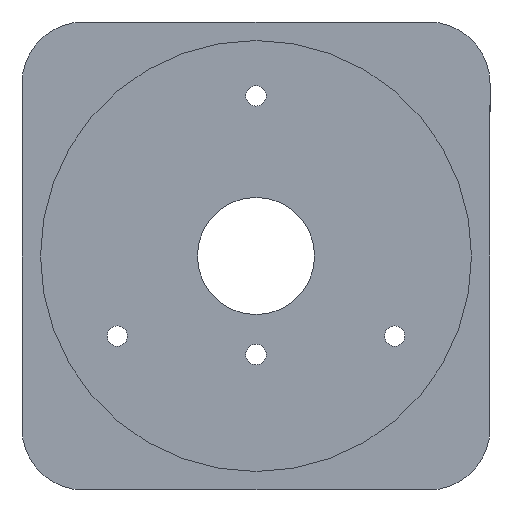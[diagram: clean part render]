
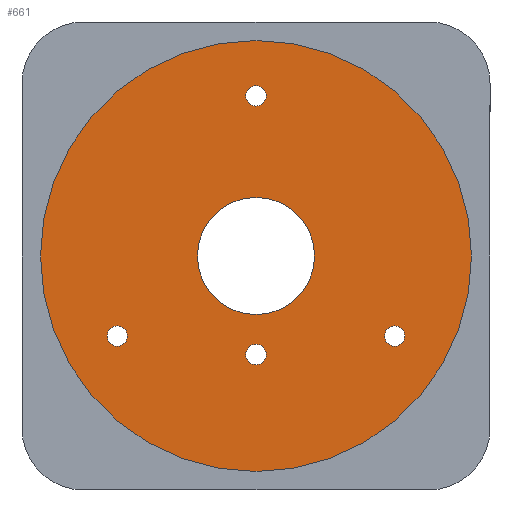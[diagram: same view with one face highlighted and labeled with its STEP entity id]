
A CAD part, front view. The second image highlights one B-rep face of the part: STEP entity #661.
In plain terms, the highlighted planar face has unit normal (0, -1, 0).
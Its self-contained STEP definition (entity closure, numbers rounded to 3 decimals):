
#5 = CARTESIAN_POINT ( 'NONE',  ( 0., 0., 0. ) ) ;
#13 = FACE_BOUND ( 'NONE', #154, .T. ) ;
#15 = CIRCLE ( 'NONE', #99, 1.65 ) ;
#37 = AXIS2_PLACEMENT_3D ( 'NONE', #63, #1031, #932 ) ;
#46 = ORIENTED_EDGE ( 'NONE', *, *, #1125, .T. ) ;
#58 = CARTESIAN_POINT ( 'NONE',  ( 22.517, 0., -13. ) ) ;
#63 = CARTESIAN_POINT ( 'NONE',  ( 0., 0., 26. ) ) ;
#66 = VERTEX_POINT ( 'NONE', #249 ) ;
#90 = EDGE_CURVE ( 'NONE', #144, #809, #584, .T. ) ;
#97 = CARTESIAN_POINT ( 'NONE',  ( 0., 0., 9.5 ) ) ;
#99 = AXIS2_PLACEMENT_3D ( 'NONE', #1069, #119, #815 ) ;
#103 = ORIENTED_EDGE ( 'NONE', *, *, #115, .T. ) ;
#107 = AXIS2_PLACEMENT_3D ( 'NONE', #5, #975, #796 ) ;
#113 = VERTEX_POINT ( 'NONE', #344 ) ;
#115 = EDGE_CURVE ( 'NONE', #326, #774, #479, .T. ) ;
#118 = DIRECTION ( 'NONE',  ( 0., 1., 0. ) ) ;
#119 = DIRECTION ( 'NONE',  ( 0., 1., 0. ) ) ;
#132 = ORIENTED_EDGE ( 'NONE', *, *, #636, .T. ) ;
#137 = CARTESIAN_POINT ( 'NONE',  ( 0., 0., 26. ) ) ;
#140 = CARTESIAN_POINT ( 'NONE',  ( 0., 0., 0. ) ) ;
#144 = VERTEX_POINT ( 'NONE', #205 ) ;
#151 = CARTESIAN_POINT ( 'NONE',  ( 0., 0., -16. ) ) ;
#154 = EDGE_LOOP ( 'NONE', ( #925, #588 ) ) ;
#164 = FACE_BOUND ( 'NONE', #645, .T. ) ;
#193 = VERTEX_POINT ( 'NONE', #456 ) ;
#203 = DIRECTION ( 'NONE',  ( -0.866, 0., -0.5 ) ) ;
#205 = CARTESIAN_POINT ( 'NONE',  ( 0., 0., -17.65 ) ) ;
#211 = DIRECTION ( 'NONE',  ( -0.866, 0., -0.5 ) ) ;
#213 = EDGE_CURVE ( 'NONE', #1016, #113, #15, .T. ) ;
#219 = VERTEX_POINT ( 'NONE', #703 ) ;
#232 = DIRECTION ( 'NONE',  ( 0.866, 0., -0.5 ) ) ;
#235 = EDGE_CURVE ( 'NONE', #271, #193, #647, .T. ) ;
#249 = CARTESIAN_POINT ( 'NONE',  ( 0., 0., 24.35 ) ) ;
#263 = ORIENTED_EDGE ( 'NONE', *, *, #288, .T. ) ;
#271 = VERTEX_POINT ( 'NONE', #97 ) ;
#277 = EDGE_CURVE ( 'NONE', #193, #271, #1014, .T. ) ;
#288 = EDGE_CURVE ( 'NONE', #113, #1016, #710, .T. ) ;
#293 = AXIS2_PLACEMENT_3D ( 'NONE', #593, #962, #1055 ) ;
#299 = CARTESIAN_POINT ( 'NONE',  ( 0., 0., -14.35 ) ) ;
#303 = VERTEX_POINT ( 'NONE', #842 ) ;
#323 = CARTESIAN_POINT ( 'NONE',  ( 0., 0., 35. ) ) ;
#326 = VERTEX_POINT ( 'NONE', #580 ) ;
#328 = EDGE_LOOP ( 'NONE', ( #694, #103 ) ) ;
#344 = CARTESIAN_POINT ( 'NONE',  ( 21.088, 0., -12.175 ) ) ;
#355 = AXIS2_PLACEMENT_3D ( 'NONE', #140, #939, #1027 ) ;
#375 = ORIENTED_EDGE ( 'NONE', *, *, #1023, .T. ) ;
#413 = EDGE_CURVE ( 'NONE', #774, #326, #581, .T. ) ;
#419 = AXIS2_PLACEMENT_3D ( 'NONE', #151, #752, #586 ) ;
#430 = CARTESIAN_POINT ( 'NONE',  ( 0., 0., 0. ) ) ;
#435 = EDGE_LOOP ( 'NONE', ( #46, #1114 ) ) ;
#437 = CARTESIAN_POINT ( 'NONE',  ( 0., 0., -16. ) ) ;
#446 = FACE_BOUND ( 'NONE', #1017, .T. ) ;
#451 = AXIS2_PLACEMENT_3D ( 'NONE', #466, #1082, #530 ) ;
#456 = CARTESIAN_POINT ( 'NONE',  ( 0., 0., -9.5 ) ) ;
#466 = CARTESIAN_POINT ( 'NONE',  ( 0., 0., 0. ) ) ;
#479 = CIRCLE ( 'NONE', #583, 1.65 ) ;
#509 = AXIS2_PLACEMENT_3D ( 'NONE', #137, #905, #663 ) ;
#523 = EDGE_CURVE ( 'NONE', #66, #219, #1039, .T. ) ;
#529 = DIRECTION ( 'NONE',  ( 0., 1., 0. ) ) ;
#530 = DIRECTION ( 'NONE',  ( 0., 0., -1. ) ) ;
#534 = FACE_BOUND ( 'NONE', #435, .T. ) ;
#580 = CARTESIAN_POINT ( 'NONE',  ( -21.088, 0., -12.175 ) ) ;
#581 = CIRCLE ( 'NONE', #973, 1.65 ) ;
#583 = AXIS2_PLACEMENT_3D ( 'NONE', #706, #529, #211 ) ;
#584 = CIRCLE ( 'NONE', #1079, 1.65 ) ;
#586 = DIRECTION ( 'NONE',  ( 0., 0., 1. ) ) ;
#588 = ORIENTED_EDGE ( 'NONE', *, *, #235, .F. ) ;
#593 = CARTESIAN_POINT ( 'NONE',  ( 0., 0., 0. ) ) ;
#598 = DIRECTION ( 'NONE',  ( 0., -1., 0. ) ) ;
#609 = ORIENTED_EDGE ( 'NONE', *, *, #1021, .T. ) ;
#613 = CIRCLE ( 'NONE', #37, 1.65 ) ;
#636 = EDGE_CURVE ( 'NONE', #303, #1005, #792, .T. ) ;
#639 = CARTESIAN_POINT ( 'NONE',  ( -22.517, 0., -13. ) ) ;
#645 = EDGE_LOOP ( 'NONE', ( #375, #1122 ) ) ;
#647 = CIRCLE ( 'NONE', #107, 9.5 ) ;
#661 = ADVANCED_FACE ( 'NONE', ( #1138, #446, #164, #13, #534, #828 ), #1028, .F. ) ;
#663 = DIRECTION ( 'NONE',  ( 0., 0., 1. ) ) ;
#675 = DIRECTION ( 'NONE',  ( 0., 0., -1. ) ) ;
#683 = DIRECTION ( 'NONE',  ( 0., 1., 0. ) ) ;
#694 = ORIENTED_EDGE ( 'NONE', *, *, #413, .T. ) ;
#703 = CARTESIAN_POINT ( 'NONE',  ( 0., 0., 27.65 ) ) ;
#706 = CARTESIAN_POINT ( 'NONE',  ( -22.517, 0., -13. ) ) ;
#710 = CIRCLE ( 'NONE', #1040, 1.65 ) ;
#746 = CIRCLE ( 'NONE', #419, 1.65 ) ;
#752 = DIRECTION ( 'NONE',  ( 0., 1., 0. ) ) ;
#760 = ORIENTED_EDGE ( 'NONE', *, *, #213, .T. ) ;
#774 = VERTEX_POINT ( 'NONE', #804 ) ;
#792 = CIRCLE ( 'NONE', #1141, 35. ) ;
#796 = DIRECTION ( 'NONE',  ( 0., 0., -1. ) ) ;
#804 = CARTESIAN_POINT ( 'NONE',  ( -23.946, 0., -13.825 ) ) ;
#809 = VERTEX_POINT ( 'NONE', #299 ) ;
#815 = DIRECTION ( 'NONE',  ( 0.866, 0., -0.5 ) ) ;
#828 = FACE_OUTER_BOUND ( 'NONE', #873, .T. ) ;
#842 = CARTESIAN_POINT ( 'NONE',  ( 0., 0., -35. ) ) ;
#847 = CIRCLE ( 'NONE', #355, 35. ) ;
#873 = EDGE_LOOP ( 'NONE', ( #609, #132 ) ) ;
#905 = DIRECTION ( 'NONE',  ( 0., 1., 0. ) ) ;
#925 = ORIENTED_EDGE ( 'NONE', *, *, #277, .F. ) ;
#932 = DIRECTION ( 'NONE',  ( 0., 0., 1. ) ) ;
#939 = DIRECTION ( 'NONE',  ( 0., -1., 0. ) ) ;
#962 = DIRECTION ( 'NONE',  ( 0., 1., 0. ) ) ;
#973 = AXIS2_PLACEMENT_3D ( 'NONE', #639, #118, #203 ) ;
#975 = DIRECTION ( 'NONE',  ( 0., -1., 0. ) ) ;
#1005 = VERTEX_POINT ( 'NONE', #323 ) ;
#1014 = CIRCLE ( 'NONE', #451, 9.5 ) ;
#1016 = VERTEX_POINT ( 'NONE', #1018 ) ;
#1017 = EDGE_LOOP ( 'NONE', ( #760, #263 ) ) ;
#1018 = CARTESIAN_POINT ( 'NONE',  ( 23.946, 0., -13.825 ) ) ;
#1021 = EDGE_CURVE ( 'NONE', #1005, #303, #847, .T. ) ;
#1023 = EDGE_CURVE ( 'NONE', #219, #66, #613, .T. ) ;
#1027 = DIRECTION ( 'NONE',  ( 0., 0., -1. ) ) ;
#1028 = PLANE ( 'NONE',  #293 ) ;
#1031 = DIRECTION ( 'NONE',  ( 0., 1., 0. ) ) ;
#1039 = CIRCLE ( 'NONE', #509, 1.65 ) ;
#1040 = AXIS2_PLACEMENT_3D ( 'NONE', #58, #1128, #232 ) ;
#1052 = DIRECTION ( 'NONE',  ( 0., 0., 1. ) ) ;
#1055 = DIRECTION ( 'NONE',  ( 0., 0., 1. ) ) ;
#1069 = CARTESIAN_POINT ( 'NONE',  ( 22.517, 0., -13. ) ) ;
#1079 = AXIS2_PLACEMENT_3D ( 'NONE', #437, #683, #1052 ) ;
#1082 = DIRECTION ( 'NONE',  ( 0., -1., 0. ) ) ;
#1114 = ORIENTED_EDGE ( 'NONE', *, *, #90, .T. ) ;
#1122 = ORIENTED_EDGE ( 'NONE', *, *, #523, .T. ) ;
#1125 = EDGE_CURVE ( 'NONE', #809, #144, #746, .T. ) ;
#1128 = DIRECTION ( 'NONE',  ( 0., 1., 0. ) ) ;
#1138 = FACE_BOUND ( 'NONE', #328, .T. ) ;
#1141 = AXIS2_PLACEMENT_3D ( 'NONE', #430, #598, #675 ) ;
